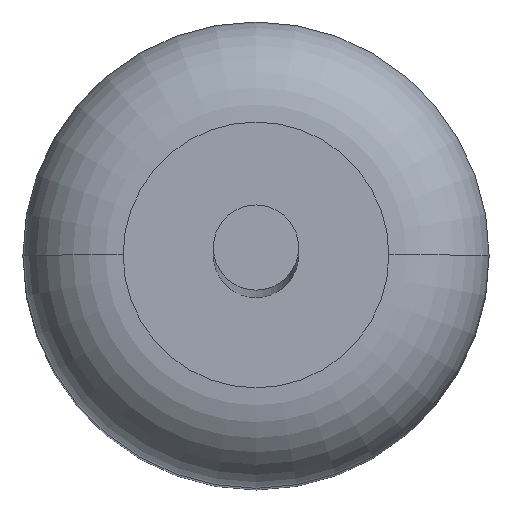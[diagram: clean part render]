
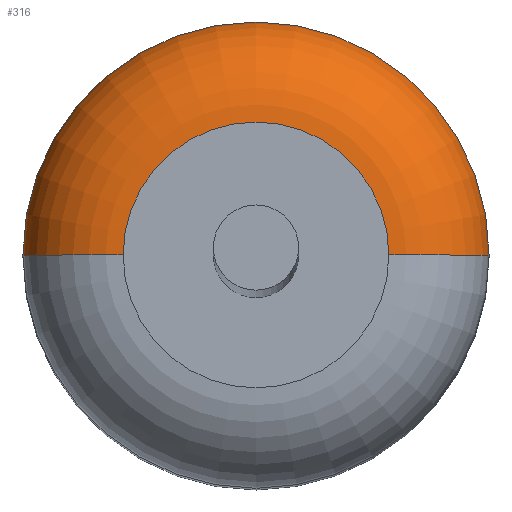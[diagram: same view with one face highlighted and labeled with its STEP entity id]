
A CAD part, top view. The second image highlights one B-rep face of the part: STEP entity #316.
In plain terms, the highlighted toroidal (fillet/blend) face has major radius 0.795 mm and minor radius 0.6 mm.
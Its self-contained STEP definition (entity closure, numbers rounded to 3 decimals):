
#5=CARTESIAN_POINT('',(0.,0.,2.955));
#6=DIRECTION('',(0.,0.,1.));
#7=DIRECTION('',(1.,0.,0.));
#8=AXIS2_PLACEMENT_3D('',#5,#6,#7);
#90=CARTESIAN_POINT('',(0.,0.,3.555));
#91=DIRECTION('',(0.,0.,1.));
#92=DIRECTION('',(1.,0.,0.));
#93=AXIS2_PLACEMENT_3D('',#90,#91,#92);
#100=CARTESIAN_POINT('',(0.795,0.,2.955));
#101=DIRECTION('',(0.,1.,0.));
#102=DIRECTION('',(0.,0.,1.));
#103=AXIS2_PLACEMENT_3D('',#100,#101,#102);
#105=CARTESIAN_POINT('',(-0.795,0.,2.955));
#106=DIRECTION('',(0.,-1.,0.));
#107=DIRECTION('',(0.,0.,1.));
#108=AXIS2_PLACEMENT_3D('',#105,#106,#107);
#142=CARTESIAN_POINT('',(1.395,0.,2.955));
#144=VERTEX_POINT('',#142);
#146=CARTESIAN_POINT('',(-1.395,0.,2.955));
#148=VERTEX_POINT('',#146);
#149=CARTESIAN_POINT('',(0.795,0.,3.555));
#150=CARTESIAN_POINT('',(-0.795,0.,3.555));
#151=VERTEX_POINT('',#149);
#152=VERTEX_POINT('',#150);
#303=CARTESIAN_POINT('',(0.,0.,2.955));
#304=DIRECTION('',(0.,0.,1.));
#305=DIRECTION('',(1.,-0.027,0.));
#306=AXIS2_PLACEMENT_3D('',#303,#304,#305);
#307=TOROIDAL_SURFACE('',#306,0.795,0.6);
#308=ORIENTED_EDGE('',*,*,#292,.T.);
#310=ORIENTED_EDGE('',*,*,#309,.T.);
#311=ORIENTED_EDGE('',*,*,#164,.F.);
#313=ORIENTED_EDGE('',*,*,#312,.F.);
#314=EDGE_LOOP('',(#308,#310,#311,#313));
#315=FACE_OUTER_BOUND('',#314,.F.);
#9=CIRCLE('',#8,1.395);
#94=CIRCLE('',#93,0.795);
#104=CIRCLE('',#103,0.6);
#109=CIRCLE('',#108,0.6);
#164=EDGE_CURVE('',#144,#148,#9,.T.);
#292=EDGE_CURVE('',#151,#152,#94,.T.);
#309=EDGE_CURVE('',#152,#148,#109,.T.);
#312=EDGE_CURVE('',#151,#144,#104,.T.);
#316=ADVANCED_FACE('',(#315),#307,.T.);
